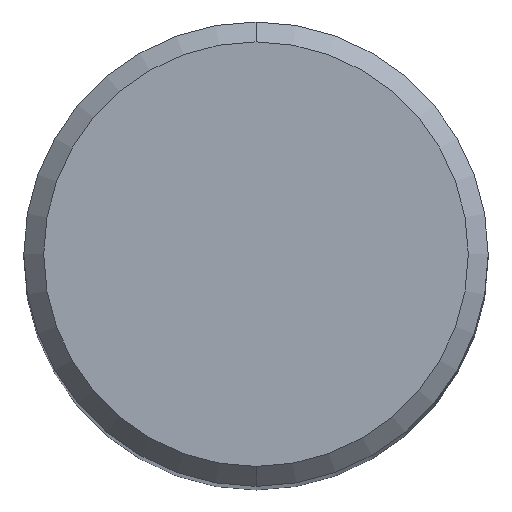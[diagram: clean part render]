
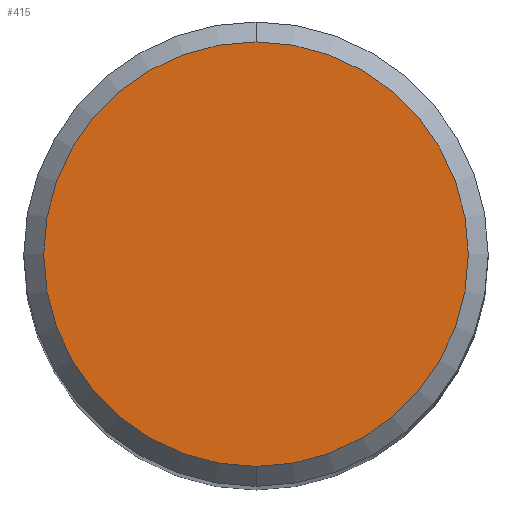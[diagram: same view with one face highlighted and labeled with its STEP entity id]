
A CAD part, top view. The second image highlights one B-rep face of the part: STEP entity #415.
In plain terms, the highlighted planar face has unit normal (0, 0, 1).
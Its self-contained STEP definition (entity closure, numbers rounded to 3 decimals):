
#261=EDGE_CURVE('',#401,#381,#577,.T.);
#337=EDGE_CURVE('',#381,#401,#664,.T.);
#381=VERTEX_POINT('',#712);
#401=VERTEX_POINT('',#732);
#415=ADVANCED_FACE('',(#748),#749,.T.);
#577=CIRCLE('',#994,6.4);
#664=CIRCLE('',#1168,6.4);
#712=CARTESIAN_POINT('',(0.0,6.4,0.0));
#732=CARTESIAN_POINT('',(0.,-6.4,0.0));
#748=FACE_OUTER_BOUND('',#1359,.T.);
#749=PLANE('',#1360);
#994=AXIS2_PLACEMENT_3D('',#1640,#1641,#1642);
#1168=AXIS2_PLACEMENT_3D('',#1744,#1745,#1746);
#1359=EDGE_LOOP('',(#1826,#1827));
#1360=AXIS2_PLACEMENT_3D('',#1828,#1829,#1830);
#1640=CARTESIAN_POINT('',(0.0,0.0,0.0));
#1641=DIRECTION('',(0.0,0.0,-1.0));
#1642=DIRECTION('',(0.0,1.0,0.0));
#1744=CARTESIAN_POINT('',(0.0,0.0,0.0));
#1745=DIRECTION('',(0.0,0.0,-1.0));
#1746=DIRECTION('',(0.0,1.0,0.0));
#1826=ORIENTED_EDGE('',*,*,#337,.F.);
#1827=ORIENTED_EDGE('',*,*,#261,.F.);
#1828=CARTESIAN_POINT('',(0.0,3.2,0.0));
#1829=DIRECTION('',(-0.0,0.0,1.0));
#1830=DIRECTION('',(0.0,-1.0,0.0));
